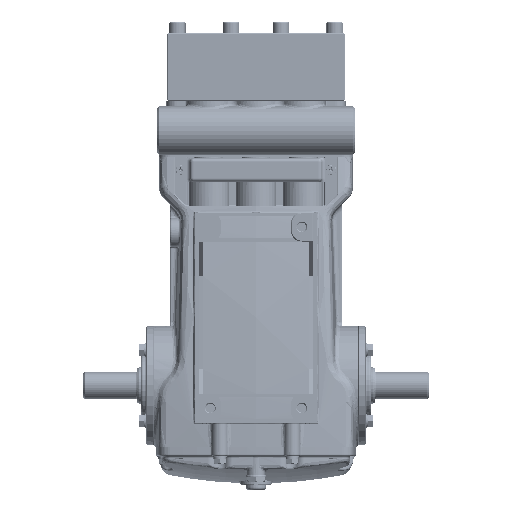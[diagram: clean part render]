
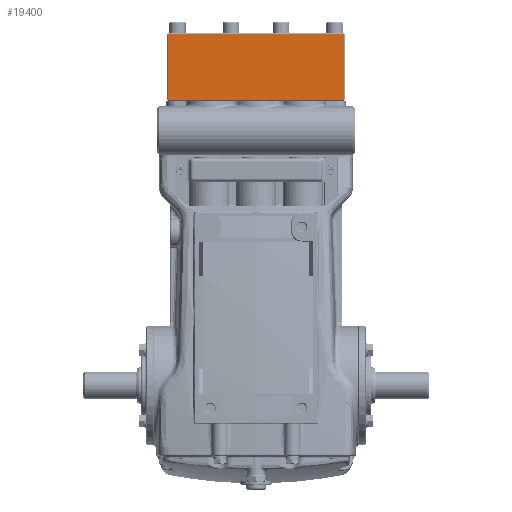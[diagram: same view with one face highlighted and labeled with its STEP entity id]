
A CAD part, front view. The second image highlights one B-rep face of the part: STEP entity #19400.
In plain terms, the highlighted planar face has unit normal (0, -1, 0).
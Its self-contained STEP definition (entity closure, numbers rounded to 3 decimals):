
#19400 = ADVANCED_FACE ( 'NONE', ( #210512 ), #98321, .T. ) ;
#23255 = CARTESIAN_POINT ( 'NONE',  ( 97., -73.5, 315.5 ) ) ;
#40379 = ORIENTED_EDGE ( 'NONE', *, *, #157687, .T. ) ;
#50925 = VECTOR ( 'NONE', #169788, 1000. ) ;
#52925 = CARTESIAN_POINT ( 'NONE',  ( -98., -73.5, 315.5 ) ) ;
#56434 = VERTEX_POINT ( 'NONE', #224085 ) ;
#58875 = CARTESIAN_POINT ( 'NONE',  ( 97., -73.5, 314.5 ) ) ;
#66626 = EDGE_LOOP ( 'NONE', ( #40379, #127994, #118432, #87572 ) ) ;
#70584 = LINE ( 'NONE', #52925, #213061 ) ;
#74886 = EDGE_CURVE ( 'NONE', #135756, #198099, #226415, .T. ) ;
#76986 = CARTESIAN_POINT ( 'NONE',  ( -98., -73.5, 389.5 ) ) ;
#87572 = ORIENTED_EDGE ( 'NONE', *, *, #97841, .T. ) ;
#88694 = VERTEX_POINT ( 'NONE', #131685 ) ;
#92368 = DIRECTION ( 'NONE',  ( 0., 0., -1. ) ) ;
#97086 = EDGE_CURVE ( 'NONE', #56434, #198099, #70584, .T. ) ;
#97841 = EDGE_CURVE ( 'NONE', #135756, #88694, #98706, .T. ) ;
#98321 = PLANE ( 'NONE',  #109802 ) ;
#98706 = LINE ( 'NONE', #175590, #112682 ) ;
#109802 = AXIS2_PLACEMENT_3D ( 'NONE', #76986, #153810, #230587 ) ;
#112682 = VECTOR ( 'NONE', #232216, 1000. ) ;
#118432 = ORIENTED_EDGE ( 'NONE', *, *, #74886, .F. ) ;
#127994 = ORIENTED_EDGE ( 'NONE', *, *, #97086, .T. ) ;
#131685 = CARTESIAN_POINT ( 'NONE',  ( -97., -73.5, 388.5 ) ) ;
#135756 = VERTEX_POINT ( 'NONE', #155356 ) ;
#153810 = DIRECTION ( 'NONE',  ( 0., -1., 0. ) ) ;
#155356 = CARTESIAN_POINT ( 'NONE',  ( 97., -73.5, 388.5 ) ) ;
#157687 = EDGE_CURVE ( 'NONE', #88694, #56434, #188167, .T. ) ;
#159302 = VECTOR ( 'NONE', #92368, 1000. ) ;
#169788 = DIRECTION ( 'NONE',  ( 0., 0., -1. ) ) ;
#175590 = CARTESIAN_POINT ( 'NONE',  ( -98., -73.5, 388.5 ) ) ;
#186946 = CARTESIAN_POINT ( 'NONE',  ( -97., -73.5, 314.5 ) ) ;
#188167 = LINE ( 'NONE', #186946, #159302 ) ;
#198099 = VERTEX_POINT ( 'NONE', #23255 ) ;
#204114 = DIRECTION ( 'NONE',  ( 1., 0., 0. ) ) ;
#210512 = FACE_OUTER_BOUND ( 'NONE', #66626, .T. ) ;
#213061 = VECTOR ( 'NONE', #204114, 1000. ) ;
#224085 = CARTESIAN_POINT ( 'NONE',  ( -97., -73.5, 315.5 ) ) ;
#226415 = LINE ( 'NONE', #58875, #50925 ) ;
#230587 = DIRECTION ( 'NONE',  ( 0., 0., -1. ) ) ;
#232216 = DIRECTION ( 'NONE',  ( -1., 0., 0. ) ) ;
